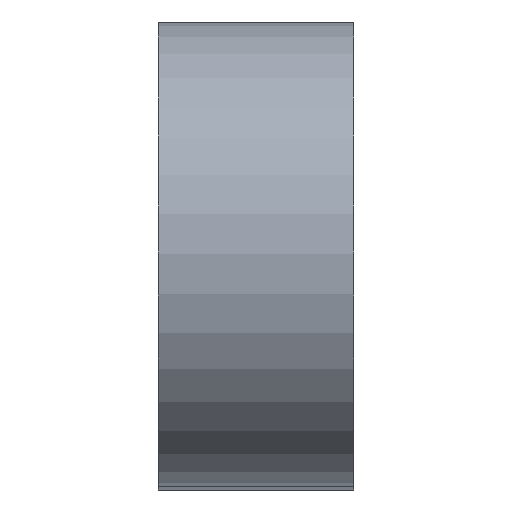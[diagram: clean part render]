
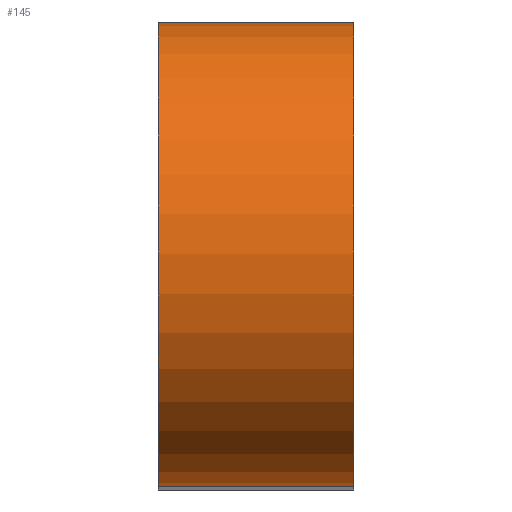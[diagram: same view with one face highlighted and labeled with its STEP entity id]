
A CAD part, top view. The second image highlights one B-rep face of the part: STEP entity #145.
In plain terms, the highlighted cylindrical face has radius 4.75 mm (diameter 9.5 mm), a partial arc.
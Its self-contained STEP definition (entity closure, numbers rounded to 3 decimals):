
#27=FACE_OUTER_BOUND('',#35,.T.);
#35=EDGE_LOOP('',(#117,#118,#119,#120));
#49=LINE('',#256,#59);
#50=LINE('',#262,#60);
#59=VECTOR('',#213,10.);
#60=VECTOR('',#220,10.);
#69=CIRCLE('',#180,4.75);
#70=CIRCLE('',#181,4.75);
#79=VERTEX_POINT('',#252);
#80=VERTEX_POINT('',#254);
#81=VERTEX_POINT('',#258);
#82=VERTEX_POINT('',#260);
#95=EDGE_CURVE('',#79,#80,#49,.T.);
#96=EDGE_CURVE('',#81,#79,#69,.T.);
#97=EDGE_CURVE('',#82,#80,#70,.T.);
#98=EDGE_CURVE('',#81,#82,#50,.T.);
#117=ORIENTED_EDGE('',*,*,#96,.T.);
#118=ORIENTED_EDGE('',*,*,#95,.T.);
#119=ORIENTED_EDGE('',*,*,#97,.F.);
#120=ORIENTED_EDGE('',*,*,#98,.F.);
#140=CYLINDRICAL_SURFACE('',#179,4.75);
#145=ADVANCED_FACE('',(#27),#140,.T.);
#179=AXIS2_PLACEMENT_3D('',#257,#214,#215);
#180=AXIS2_PLACEMENT_3D('',#259,#216,#217);
#181=AXIS2_PLACEMENT_3D('',#261,#218,#219);
#213=DIRECTION('',(1.,0.,0.));
#214=DIRECTION('center_axis',(1.,0.,0.));
#215=DIRECTION('ref_axis',(0.,0.,1.));
#216=DIRECTION('center_axis',(1.,0.,0.));
#217=DIRECTION('ref_axis',(0.,1.,0.));
#218=DIRECTION('center_axis',(1.,0.,0.));
#219=DIRECTION('ref_axis',(0.,1.,0.));
#220=DIRECTION('',(1.,0.,0.));
#252=CARTESIAN_POINT('',(0.,-2.5,-4.039));
#254=CARTESIAN_POINT('',(4.,-2.5,-4.039));
#256=CARTESIAN_POINT('',(0.,-2.5,-4.039));
#257=CARTESIAN_POINT('Origin',(0.,0.,0.));
#258=CARTESIAN_POINT('',(0.,2.5,-4.039));
#259=CARTESIAN_POINT('Origin',(0.,0.,0.));
#260=CARTESIAN_POINT('',(4.,2.5,-4.039));
#261=CARTESIAN_POINT('Origin',(4.,0.,0.));
#262=CARTESIAN_POINT('',(0.,2.5,-4.039));
